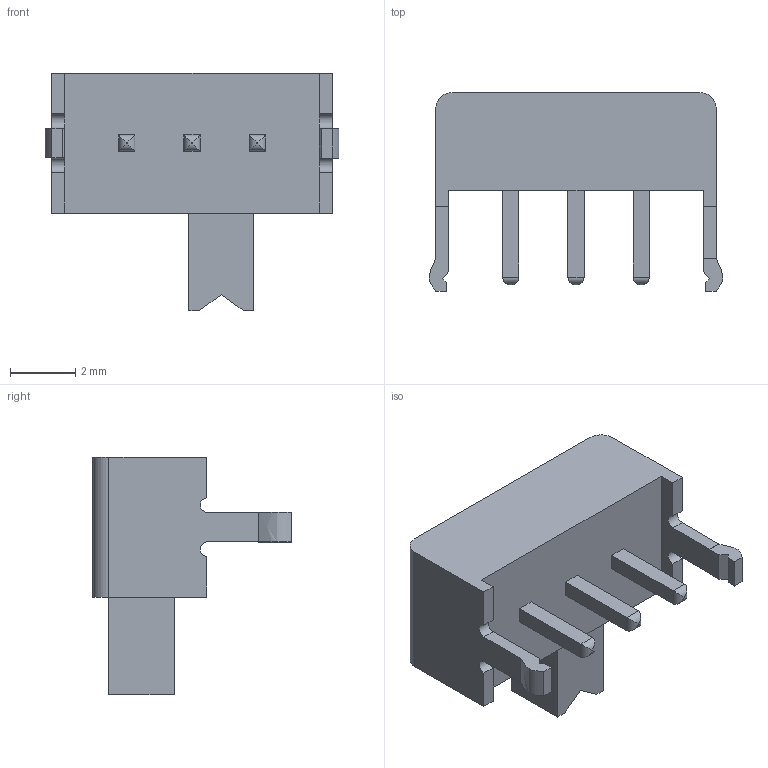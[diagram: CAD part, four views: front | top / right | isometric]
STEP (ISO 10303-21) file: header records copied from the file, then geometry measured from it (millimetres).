
FILE_DESCRIPTION(/* description */ (''),/* implementation_level */ '2;1');
FILE_NAME(/* name */ '1825232-1 v7.step',/* time_stamp */ '2018-11-25T23:21:58-08:00',/* author */ (''),/* organization */ (''),/* preprocessor_version */ 'ST-DEVELOPER v17.2',/* originating_system */ 'Autodesk Translation Framework v7.6.0.251',/* authorisation */ '');
FILE_SCHEMA (('AUTOMOTIVE_DESIGN { 1 0 10303 214 3 1 1 }'));
Length unit declared in the file: millimetre
Products named in the file (1): 1825232-1
Bounding box: 9.01 x 6.1 x 7.3 mm (x, y, z)
Volume: 124.1 mm3; surface area: 224.2 mm2
Topology: 1 solids, 1 shells, 76 faces, 193 edges, 124 vertices
Faces by surface type: plane 56, cylinder 18, bspline 2
Entity records: 2338 total; most frequent: CARTESIAN_POINT 412, ORIENTED_EDGE 386, DIRECTION 363, EDGE_CURVE 193, LINE 165, VECTOR 165, VERTEX_POINT 124, AXIS2_PLACEMENT_3D 99
